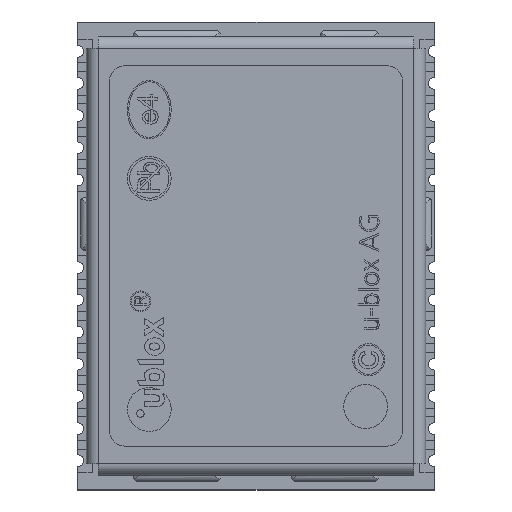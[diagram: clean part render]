
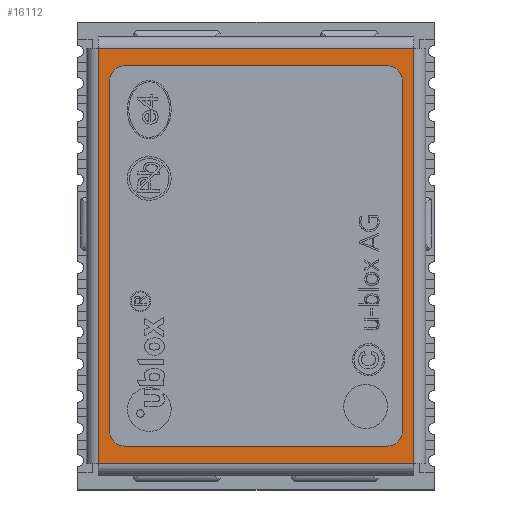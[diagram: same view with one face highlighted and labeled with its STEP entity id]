
A CAD part, top view. The second image highlights one B-rep face of the part: STEP entity #16112.
In plain terms, the highlighted face is planar.
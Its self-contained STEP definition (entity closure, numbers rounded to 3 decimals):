
#582=FACE_BOUND('',#2563,.T.);
#583=FACE_BOUND('',#2564,.T.);
#584=FACE_BOUND('',#2565,.T.);
#1003=PLANE('',#17274);
#1690=FACE_OUTER_BOUND('',#2562,.T.);
#2562=EDGE_LOOP('',(#12711,#12712,#12713,#12714));
#2563=EDGE_LOOP('',(#12715,#12716));
#2564=EDGE_LOOP('',(#12717,#12718));
#2565=EDGE_LOOP('',(#12719,#12720));
#3971=LINE('',#23857,#5648);
#3972=LINE('',#23859,#5649);
#3973=LINE('',#23861,#5650);
#3974=LINE('',#23862,#5651);
#5648=VECTOR('',#19963,1000.);
#5649=VECTOR('',#19964,1000.);
#5650=VECTOR('',#19965,1000.);
#5651=VECTOR('',#19966,1000.);
#6516=CIRCLE('',#17261,0.75);
#6517=CIRCLE('',#17262,0.75);
#6520=CIRCLE('',#17266,0.75);
#6521=CIRCLE('',#17267,0.75);
#6524=CIRCLE('',#17271,0.75);
#6525=CIRCLE('',#17272,0.75);
#7356=VERTEX_POINT('',#23820);
#7357=VERTEX_POINT('',#23822);
#7360=VERTEX_POINT('',#23830);
#7361=VERTEX_POINT('',#23832);
#7364=VERTEX_POINT('',#23840);
#7365=VERTEX_POINT('',#23842);
#7370=VERTEX_POINT('',#23855);
#7371=VERTEX_POINT('',#23856);
#7372=VERTEX_POINT('',#23858);
#7373=VERTEX_POINT('',#23860);
#9253=EDGE_CURVE('',#7356,#7357,#6516,.T.);
#9254=EDGE_CURVE('',#7357,#7356,#6517,.T.);
#9258=EDGE_CURVE('',#7360,#7361,#6520,.T.);
#9259=EDGE_CURVE('',#7361,#7360,#6521,.T.);
#9263=EDGE_CURVE('',#7364,#7365,#6524,.T.);
#9264=EDGE_CURVE('',#7365,#7364,#6525,.T.);
#9269=EDGE_CURVE('',#7370,#7371,#3971,.T.);
#9270=EDGE_CURVE('',#7371,#7372,#3972,.T.);
#9271=EDGE_CURVE('',#7372,#7373,#3973,.T.);
#9272=EDGE_CURVE('',#7373,#7370,#3974,.T.);
#12711=ORIENTED_EDGE('',*,*,#9269,.T.);
#12712=ORIENTED_EDGE('',*,*,#9270,.T.);
#12713=ORIENTED_EDGE('',*,*,#9271,.T.);
#12714=ORIENTED_EDGE('',*,*,#9272,.T.);
#12715=ORIENTED_EDGE('',*,*,#9254,.F.);
#12716=ORIENTED_EDGE('',*,*,#9253,.F.);
#12717=ORIENTED_EDGE('',*,*,#9259,.F.);
#12718=ORIENTED_EDGE('',*,*,#9258,.F.);
#12719=ORIENTED_EDGE('',*,*,#9264,.F.);
#12720=ORIENTED_EDGE('',*,*,#9263,.F.);
#16112=ADVANCED_FACE('',(#1690,#582,#583,#584),#1003,.F.);
#17261=AXIS2_PLACEMENT_3D('',#23823,#19929,#19930);
#17262=AXIS2_PLACEMENT_3D('',#23824,#19931,#19932);
#17266=AXIS2_PLACEMENT_3D('',#23833,#19940,#19941);
#17267=AXIS2_PLACEMENT_3D('',#23834,#19942,#19943);
#17271=AXIS2_PLACEMENT_3D('',#23843,#19951,#19952);
#17272=AXIS2_PLACEMENT_3D('',#23844,#19953,#19954);
#17274=AXIS2_PLACEMENT_3D('',#23854,#19961,#19962);
#19929=DIRECTION('center_axis',(0.,1.,0.));
#19930=DIRECTION('ref_axis',(0.,0.,1.));
#19931=DIRECTION('center_axis',(0.,1.,0.));
#19932=DIRECTION('ref_axis',(0.,0.,1.));
#19940=DIRECTION('center_axis',(0.,1.,0.));
#19941=DIRECTION('ref_axis',(0.,0.,1.));
#19942=DIRECTION('center_axis',(0.,1.,0.));
#19943=DIRECTION('ref_axis',(0.,0.,1.));
#19951=DIRECTION('center_axis',(0.,1.,0.));
#19952=DIRECTION('ref_axis',(0.,0.,1.));
#19953=DIRECTION('center_axis',(0.,1.,0.));
#19954=DIRECTION('ref_axis',(0.,0.,1.));
#19961=DIRECTION('center_axis',(0.,-1.,0.));
#19962=DIRECTION('ref_axis',(0.,0.,-1.));
#19963=DIRECTION('',(0.,0.,1.));
#19964=DIRECTION('',(1.,0.,0.));
#19965=DIRECTION('',(0.,0.,-1.));
#19966=DIRECTION('',(-1.,0.,0.));
#23820=CARTESIAN_POINT('',(10.6,0.,-8.95));
#23822=CARTESIAN_POINT('',(10.6,0.,-7.45));
#23823=CARTESIAN_POINT('Origin',(10.6,0.,-8.2));
#23824=CARTESIAN_POINT('Origin',(10.6,0.,-8.2));
#23830=CARTESIAN_POINT('',(10.6,0.,-3.35));
#23832=CARTESIAN_POINT('',(10.6,0.,-1.85));
#23833=CARTESIAN_POINT('Origin',(10.6,0.,-2.6));
#23834=CARTESIAN_POINT('Origin',(10.6,0.,-2.6));
#23840=CARTESIAN_POINT('',(3.6,0.,-6.15));
#23842=CARTESIAN_POINT('',(3.6,0.,-4.65));
#23843=CARTESIAN_POINT('Origin',(3.6,0.,-5.4));
#23844=CARTESIAN_POINT('Origin',(3.6,0.,-5.4));
#23854=CARTESIAN_POINT('Origin',(0.,0.,-10.8));
#23855=CARTESIAN_POINT('',(0.,0.,-10.8));
#23856=CARTESIAN_POINT('',(0.,0.,0.));
#23857=CARTESIAN_POINT('',(0.,0.,0.));
#23858=CARTESIAN_POINT('',(14.2,0.,0.));
#23859=CARTESIAN_POINT('',(0.,0.,0.));
#23860=CARTESIAN_POINT('',(14.2,0.,-10.8));
#23861=CARTESIAN_POINT('',(14.2,0.,0.));
#23862=CARTESIAN_POINT('',(0.,0.,-10.8));
